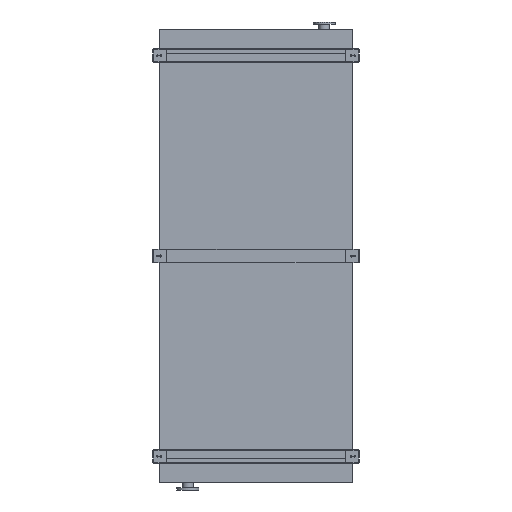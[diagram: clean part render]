
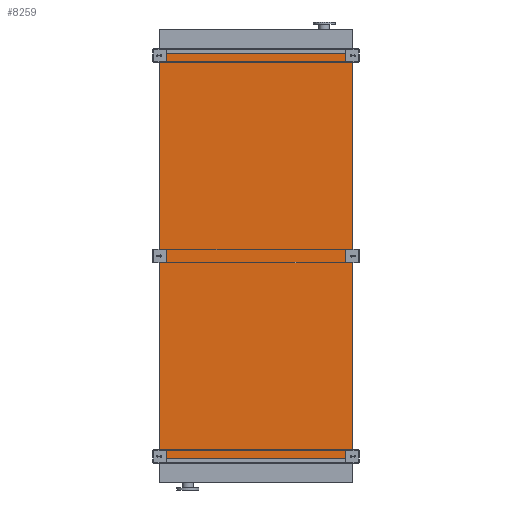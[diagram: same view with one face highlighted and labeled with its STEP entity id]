
A CAD part, front view. The second image highlights one B-rep face of the part: STEP entity #8259.
In plain terms, the highlighted planar face has unit normal (0, -1, 0).
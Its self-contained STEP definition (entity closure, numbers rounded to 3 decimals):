
#707 = EDGE_CURVE ( 'NONE', #16137, #1965, #16532, .T. ) ;
#719 = PLANE ( 'NONE',  #25667 ) ;
#1070 = EDGE_CURVE ( 'NONE', #16137, #3979, #2409, .T. ) ;
#1965 = VERTEX_POINT ( 'NONE', #26017 ) ;
#2409 = LINE ( 'NONE', #19188, #26757 ) ;
#3979 = VERTEX_POINT ( 'NONE', #9627 ) ;
#5633 = DIRECTION ( 'NONE',  ( 0., -1., 0. ) ) ;
#6352 = EDGE_CURVE ( 'NONE', #1965, #14531, #26044, .T. ) ;
#8259 = ADVANCED_FACE ( 'NONE', ( #11441 ), #719, .T. ) ;
#9627 = CARTESIAN_POINT ( 'NONE',  ( 965., 0., -4050. ) ) ;
#9833 = ORIENTED_EDGE ( 'NONE', *, *, #21782, .T. ) ;
#10045 = VECTOR ( 'NONE', #29952, 1000. ) ;
#10887 = CARTESIAN_POINT ( 'NONE',  ( 965., 0., 0. ) ) ;
#11441 = FACE_OUTER_BOUND ( 'NONE', #30705, .T. ) ;
#11922 = DIRECTION ( 'NONE',  ( 1., 0., 0. ) ) ;
#13102 = VECTOR ( 'NONE', #25633, 1000. ) ;
#13526 = CARTESIAN_POINT ( 'NONE',  ( -965., 0., 0. ) ) ;
#14531 = VERTEX_POINT ( 'NONE', #10887 ) ;
#14955 = VECTOR ( 'NONE', #22216, 1000. ) ;
#15117 = ORIENTED_EDGE ( 'NONE', *, *, #707, .F. ) ;
#16137 = VERTEX_POINT ( 'NONE', #22875 ) ;
#16532 = LINE ( 'NONE', #27463, #10045 ) ;
#16941 = ORIENTED_EDGE ( 'NONE', *, *, #6352, .F. ) ;
#19188 = CARTESIAN_POINT ( 'NONE',  ( -965., 0., -4050. ) ) ;
#19751 = CARTESIAN_POINT ( 'NONE',  ( 965., 0., -4050. ) ) ;
#20106 = CARTESIAN_POINT ( 'NONE',  ( -965., 0., -4050. ) ) ;
#21782 = EDGE_CURVE ( 'NONE', #3979, #14531, #28662, .T. ) ;
#22216 = DIRECTION ( 'NONE',  ( 0., 0., 1. ) ) ;
#22669 = DIRECTION ( 'NONE',  ( 0., 0., -1. ) ) ;
#22875 = CARTESIAN_POINT ( 'NONE',  ( -965., 0., -4050. ) ) ;
#25633 = DIRECTION ( 'NONE',  ( 1., 0., 0. ) ) ;
#25667 = AXIS2_PLACEMENT_3D ( 'NONE', #20106, #5633, #22669 ) ;
#26017 = CARTESIAN_POINT ( 'NONE',  ( -965., 0., 0. ) ) ;
#26044 = LINE ( 'NONE', #13526, #13102 ) ;
#26757 = VECTOR ( 'NONE', #11922, 1000. ) ;
#27463 = CARTESIAN_POINT ( 'NONE',  ( -965., 0., -4050. ) ) ;
#27634 = ORIENTED_EDGE ( 'NONE', *, *, #1070, .T. ) ;
#28662 = LINE ( 'NONE', #19751, #14955 ) ;
#29952 = DIRECTION ( 'NONE',  ( 0., 0., 1. ) ) ;
#30705 = EDGE_LOOP ( 'NONE', ( #16941, #15117, #27634, #9833 ) ) ;
